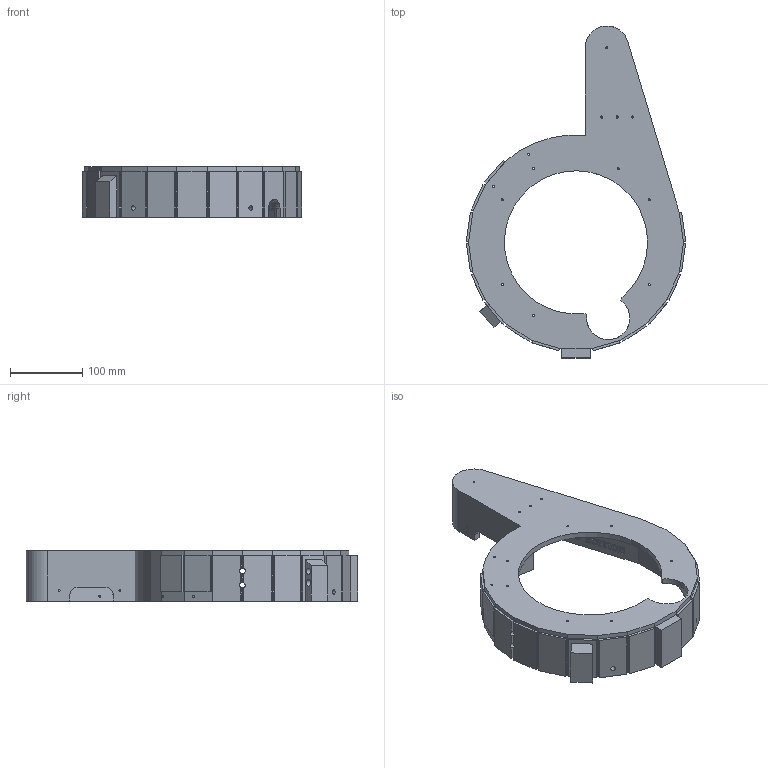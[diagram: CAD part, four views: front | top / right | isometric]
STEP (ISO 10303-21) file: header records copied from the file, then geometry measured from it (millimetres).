
FILE_DESCRIPTION(/* description */ (''),/* implementation_level */ '2;1');
FILE_NAME(/* name */ 'lower_half.step',/* time_stamp */ '2021-02-23T18:24:52+01:00',/* author */ (''),/* organization */ (''),/* preprocessor_version */ 'ST-DEVELOPER v18.1',/* originating_system */ 'Autodesk Translation Framework v9.7.1.1290',/* authorisation */ '');
FILE_SCHEMA (('AUTOMOTIVE_DESIGN { 1 0 10303 214 3 1 1 }'));
Length unit declared in the file: millimetre
Products named in the file (2): lower_half; Synch_Gen_03
Assembly tree (1 placements, depth 2):
  lower_half
    Synch_Gen_03
Bounding box: 304.28 x 460.52 x 69.8 mm (x, y, z)
Volume: 1218066.5 mm3; surface area: 275734.6 mm2
Topology: 1 solids, 1 shells, 864 faces, 2496 edges, 1657 vertices
Faces by surface type: bspline 412, plane 411, cylinder 40, torus 1
Full cylindrical faces by diameter (mm): 2.3 x2, 2.6 x5, 2.9 x7, 3 x5, 6.4 x2, 8 x4, 9 x2
Entity records: 32237 total; most frequent: CARTESIAN_POINT 12125, ORIENTED_EDGE 4992, DIRECTION 2688, EDGE_CURVE 2496, VERTEX_POINT 1657, LINE 1538, VECTOR 1538, EDGE_LOOP 943
